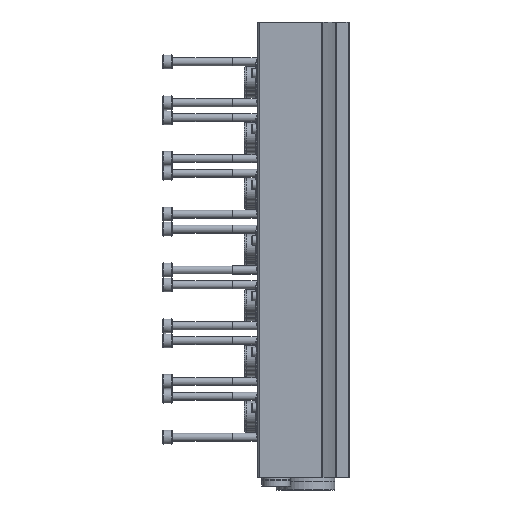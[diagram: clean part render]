
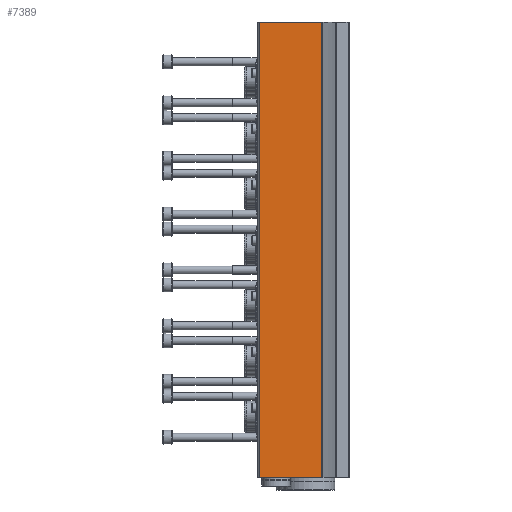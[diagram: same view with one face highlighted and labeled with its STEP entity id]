
A CAD part, left-side view. The second image highlights one B-rep face of the part: STEP entity #7389.
In plain terms, the highlighted planar face has unit normal (-1, 0, 0).
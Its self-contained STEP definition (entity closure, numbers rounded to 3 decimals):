
#299=PLANE('',#7956);
#1089=ORIENTED_EDGE('',*,*,#3015,.F.);
#1090=ORIENTED_EDGE('',*,*,#3014,.F.);
#1091=ORIENTED_EDGE('',*,*,#3016,.T.);
#1092=ORIENTED_EDGE('',*,*,#3017,.T.);
#3014=EDGE_CURVE('',#3977,#3975,#4656,.T.);
#3015=EDGE_CURVE('',#3975,#3978,#4657,.T.);
#3016=EDGE_CURVE('',#3977,#3979,#4658,.T.);
#3017=EDGE_CURVE('',#3979,#3978,#4659,.T.);
#3975=VERTEX_POINT('',#11852);
#3977=VERTEX_POINT('',#11856);
#3978=VERTEX_POINT('',#11860);
#3979=VERTEX_POINT('',#11862);
#4656=LINE('',#11857,#5150);
#4657=LINE('',#11859,#5151);
#4658=LINE('',#11861,#5152);
#4659=LINE('',#11863,#5153);
#5150=VECTOR('',#8939,1000.);
#5151=VECTOR('',#8942,1000.);
#5152=VECTOR('',#8943,1000.);
#5153=VECTOR('',#8944,1000.);
#5657=EDGE_LOOP('',(#1089,#1090,#1091,#1092));
#6452=FACE_BOUND('',#5657,.T.);
#7389=ADVANCED_FACE('',(#6452),#299,.T.);
#7956=AXIS2_PLACEMENT_3D('',#11858,#8940,#8941);
#8939=DIRECTION('',(0.,0.,1.));
#8940=DIRECTION('',(-1.,0.,0.));
#8941=DIRECTION('',(0.,0.,1.));
#8942=DIRECTION('',(0.,-1.,0.));
#8943=DIRECTION('',(0.,-1.,0.));
#8944=DIRECTION('',(0.,0.,1.));
#11852=CARTESIAN_POINT('',(-63.,44.,0.));
#11856=CARTESIAN_POINT('',(-63.,44.,-224.5));
#11857=CARTESIAN_POINT('',(-63.,44.,-224.5));
#11858=CARTESIAN_POINT('',(-63.,44.,-224.5));
#11859=CARTESIAN_POINT('',(-63.,44.,0.));
#11860=CARTESIAN_POINT('',(-63.,13.354,0.));
#11861=CARTESIAN_POINT('',(-63.,44.,-224.5));
#11862=CARTESIAN_POINT('',(-63.,13.354,-224.5));
#11863=CARTESIAN_POINT('',(-63.,13.354,-224.5));
